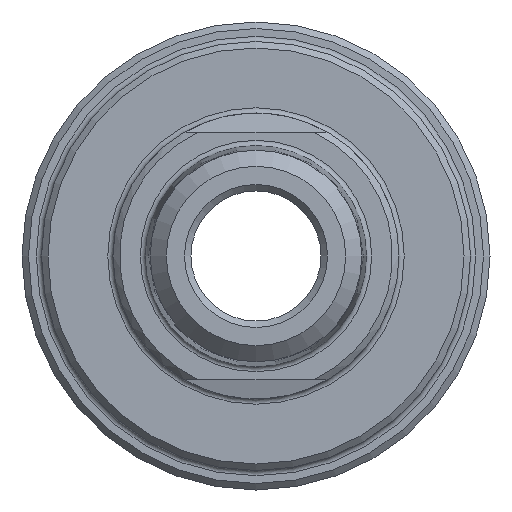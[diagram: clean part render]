
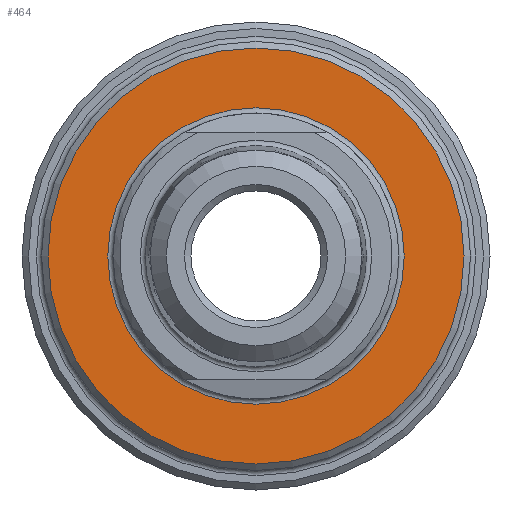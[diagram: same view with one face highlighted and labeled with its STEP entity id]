
A CAD part, left-side view. The second image highlights one B-rep face of the part: STEP entity #464.
In plain terms, the highlighted planar face has unit normal (-1, 0, 0).
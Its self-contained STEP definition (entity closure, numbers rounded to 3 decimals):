
#17=FACE_BOUND('',#131,.T.);
#51=CIRCLE('',#536,11.4);
#52=CIRCLE('',#538,16.);
#99=FACE_OUTER_BOUND('',#130,.T.);
#130=EDGE_LOOP('',(#370));
#131=EDGE_LOOP('',(#371));
#219=VERTEX_POINT('',#827);
#220=VERTEX_POINT('',#831);
#275=EDGE_CURVE('',#219,#219,#51,.T.);
#276=EDGE_CURVE('',#220,#220,#52,.T.);
#370=ORIENTED_EDGE('',*,*,#276,.F.);
#371=ORIENTED_EDGE('',*,*,#275,.F.);
#447=PLANE('',#537);
#464=ADVANCED_FACE('',(#99,#17),#447,.T.);
#536=AXIS2_PLACEMENT_3D('',#829,#658,#659);
#537=AXIS2_PLACEMENT_3D('',#830,#660,#661);
#538=AXIS2_PLACEMENT_3D('',#832,#662,#663);
#658=DIRECTION('center_axis',(-1.,0.,0.));
#659=DIRECTION('ref_axis',(0.,-1.,0.));
#660=DIRECTION('center_axis',(-1.,0.,0.));
#661=DIRECTION('ref_axis',(0.,0.,1.));
#662=DIRECTION('center_axis',(1.,0.,0.));
#663=DIRECTION('ref_axis',(0.,-1.,0.));
#827=CARTESIAN_POINT('',(-11.5,0.,11.4));
#829=CARTESIAN_POINT('Origin',(-11.5,0.,0.));
#830=CARTESIAN_POINT('Origin',(-11.5,16.5,0.));
#831=CARTESIAN_POINT('',(-11.5,16.,0.));
#832=CARTESIAN_POINT('Origin',(-11.5,0.,0.));
